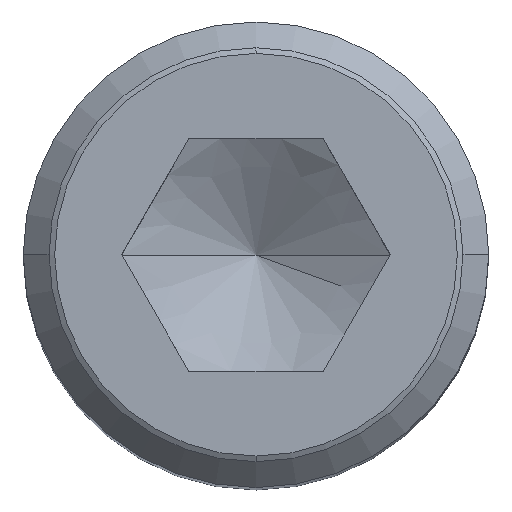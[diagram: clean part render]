
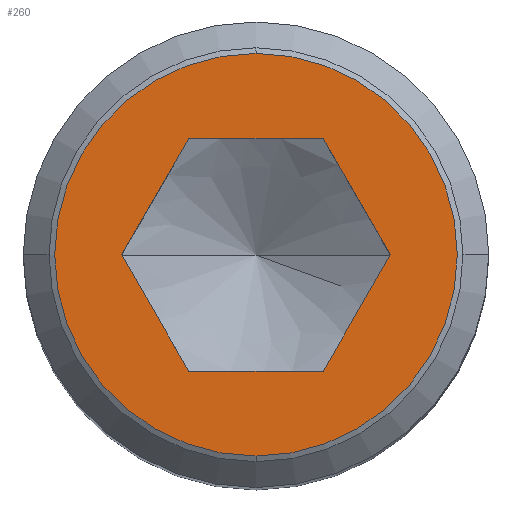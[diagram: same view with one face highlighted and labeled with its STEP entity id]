
A CAD part, top view. The second image highlights one B-rep face of the part: STEP entity #260.
In plain terms, the highlighted planar face has unit normal (0, 0, 1).
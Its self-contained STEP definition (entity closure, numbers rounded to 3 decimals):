
#152=EDGE_CURVE('',#244,#174,#370,.T.);
#162=EDGE_CURVE('',#174,#206,#380,.T.);
#174=VERTEX_POINT('',#394);
#202=EDGE_CURVE('',#206,#286,#426,.T.);
#204=EDGE_CURVE('',#326,#246,#428,.T.);
#206=VERTEX_POINT('',#430);
#230=EDGE_CURVE('',#288,#244,#456,.T.);
#244=VERTEX_POINT('',#472);
#246=VERTEX_POINT('',#474);
#258=EDGE_CURVE('',#302,#288,#488,.T.);
#260=ADVANCED_FACE('',(#490,#491),#492,.T.);
#262=EDGE_CURVE('',#246,#326,#494,.T.);
#278=EDGE_CURVE('',#286,#302,#512,.T.);
#286=VERTEX_POINT('',#521);
#288=VERTEX_POINT('',#523);
#302=VERTEX_POINT('',#540);
#326=VERTEX_POINT('',#566);
#370=LINE('',#620,#621);
#380=LINE('',#645,#646);
#394=CARTESIAN_POINT('',(-3.464,6.0,0.));
#426=LINE('',#713,#714);
#428=CIRCLE('',#717,10.376);
#430=CARTESIAN_POINT('',(3.464,6.0,0.));
#456=LINE('',#759,#760);
#472=CARTESIAN_POINT('',(-6.928,0.0,0.));
#474=CARTESIAN_POINT('',(0.,10.376,0.));
#488=LINE('',#800,#801);
#490=FACE_BOUND('',#803,.T.);
#491=FACE_OUTER_BOUND('',#804,.T.);
#492=PLANE('',#805);
#494=CIRCLE('',#808,10.376);
#512=LINE('',#832,#833);
#521=CARTESIAN_POINT('',(6.928,0.0,0.));
#523=CARTESIAN_POINT('',(-3.464,-6.0,0.));
#540=CARTESIAN_POINT('',(3.464,-6.0,0.));
#566=CARTESIAN_POINT('',(0.,-10.376,0.));
#620=CARTESIAN_POINT('',(-4.33,4.5,0.));
#621=VECTOR('',#938,1.0);
#645=CARTESIAN_POINT('',(1.732,6.0,0.));
#646=VECTOR('',#943,1.0);
#713=CARTESIAN_POINT('',(6.062,1.5,0.));
#714=VECTOR('',#1002,1.0);
#717=AXIS2_PLACEMENT_3D('',#1003,#1004,#1005);
#759=CARTESIAN_POINT('',(-6.062,-1.5,0.));
#760=VECTOR('',#1032,1.0);
#800=CARTESIAN_POINT('',(-1.732,-6.0,0.));
#801=VECTOR('',#1072,1.0);
#803=EDGE_LOOP('',(#1074,#1075,#1076,#1077,#1078,#1079));
#804=EDGE_LOOP('',(#1080,#1081));
#805=AXIS2_PLACEMENT_3D('',#1082,#1083,#1084);
#808=AXIS2_PLACEMENT_3D('',#1085,#1086,#1087);
#832=CARTESIAN_POINT('',(4.33,-4.5,0.));
#833=VECTOR('',#1110,1.0);
#938=DIRECTION('',(0.5,0.866,0.));
#943=DIRECTION('',(1.0,0.0,0.0));
#1002=DIRECTION('',(0.5,-0.866,0.));
#1003=CARTESIAN_POINT('',(0.,0.,0.));
#1004=DIRECTION('',(0.0,0.0,1.0));
#1005=DIRECTION('',(0.,1.0,0.0));
#1032=DIRECTION('',(-0.5,0.866,0.));
#1072=DIRECTION('',(-1.0,0.0,0.0));
#1074=ORIENTED_EDGE('',*,*,#230,.T.);
#1075=ORIENTED_EDGE('',*,*,#152,.T.);
#1076=ORIENTED_EDGE('',*,*,#162,.T.);
#1077=ORIENTED_EDGE('',*,*,#202,.T.);
#1078=ORIENTED_EDGE('',*,*,#278,.T.);
#1079=ORIENTED_EDGE('',*,*,#258,.T.);
#1080=ORIENTED_EDGE('',*,*,#262,.T.);
#1081=ORIENTED_EDGE('',*,*,#204,.T.);
#1082=CARTESIAN_POINT('',(-8.715,0.,0.0));
#1083=DIRECTION('',(0.0,0.0,1.0));
#1084=DIRECTION('',(-1.0,0.,0.0));
#1085=CARTESIAN_POINT('',(0.,0.,0.));
#1086=DIRECTION('',(0.0,0.0,1.0));
#1087=DIRECTION('',(0.,1.0,0.0));
#1110=DIRECTION('',(-0.5,-0.866,0.));
